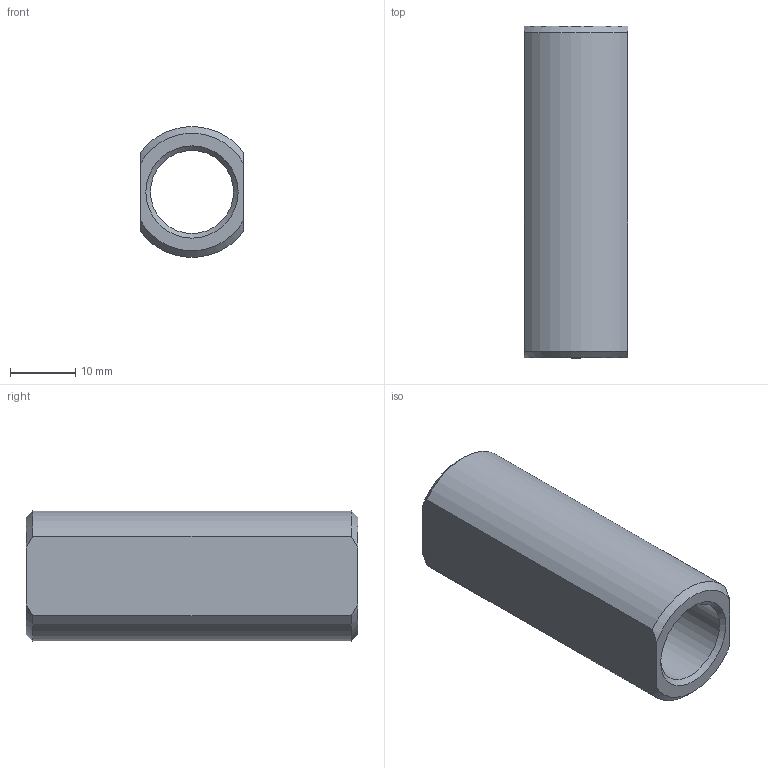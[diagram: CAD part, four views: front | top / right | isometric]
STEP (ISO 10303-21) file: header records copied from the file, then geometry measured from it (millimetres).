
FILE_DESCRIPTION(/* description */ (''),/* implementation_level */ '2;1');
FILE_NAME(/* name */ 'Insert M20x1.5 sans filetage.step',/* time_stamp */ '2024-10-23T20:06:13+02:00',/* author */ (''),/* organization */ (''),/* preprocessor_version */ 'ST-DEVELOPER v20',/* originating_system */ 'Autodesk Translation Framework v13.20.0.188',/* authorisation */ '');
FILE_SCHEMA (('AUTOMOTIVE_DESIGN { 1 0 10303 214 3 1 1 }'));
Length unit declared in the file: millimetre
Products named in the file (1): Insert M20x1.5
Bounding box: 15.84 x 50.8 x 19.93 mm (x, y, z)
Volume: 7686.8 mm3; surface area: 5352.3 mm2
Topology: 1 solids, 1 shells, 13 faces, 31 edges, 20 vertices
Faces by surface type: cone 6, plane 4, cylinder 3
Full cylindrical faces by diameter (mm): 12.72 x1
Entity records: 410 total; most frequent: CARTESIAN_POINT 81, DIRECTION 63, ORIENTED_EDGE 62, EDGE_CURVE 31, AXIS2_PLACEMENT_3D 26, VERTEX_POINT 20, EDGE_LOOP 15, FACE_OUTER_BOUND 13
